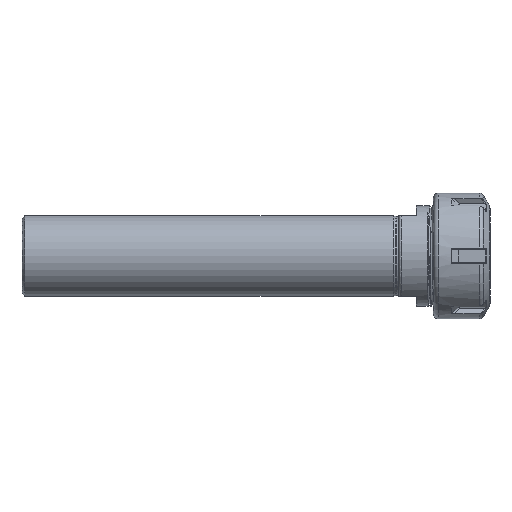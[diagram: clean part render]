
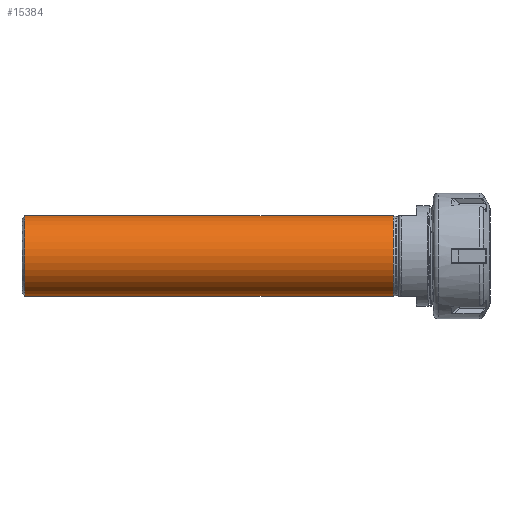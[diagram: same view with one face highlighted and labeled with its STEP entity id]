
A CAD part, front view. The second image highlights one B-rep face of the part: STEP entity #15384.
In plain terms, the highlighted cylindrical face has radius 16 mm (diameter 32 mm), a partial arc.
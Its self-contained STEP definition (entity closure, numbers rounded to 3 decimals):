
#1672 = EDGE_CURVE ( 'NONE', #10788, #10798, #21299, .T. ) ;
#3630 = EDGE_CURVE ( 'NONE', #10798, #10755, #22036, .T. ) ;
#3635 = EDGE_CURVE ( 'NONE', #10788, #10834, #22101, .T. ) ;
#3660 = EDGE_CURVE ( 'NONE', #10834, #10755, #22096, .T. ) ;
#4039 = DIRECTION ( 'NONE',  ( -1., 0., 0. ) ) ;
#4055 = CARTESIAN_POINT ( 'NONE',  ( 147.78, 0., 0. ) ) ;
#4072 = DIRECTION ( 'NONE',  ( 0., 0., 1. ) ) ;
#10270 = AXIS2_PLACEMENT_3D ( 'NONE', #12499, #12500, #12502 ) ;
#10550 = AXIS2_PLACEMENT_3D ( 'NONE', #18678, #18060, #18383 ) ;
#10755 = VERTEX_POINT ( 'NONE', #13667 ) ;
#10788 = VERTEX_POINT ( 'NONE', #13669 ) ;
#10798 = VERTEX_POINT ( 'NONE', #13688 ) ;
#10834 = VERTEX_POINT ( 'NONE', #13743 ) ;
#12320 = CARTESIAN_POINT ( 'NONE',  ( -45.243, 0., 16. ) ) ;
#12323 = DIRECTION ( 'NONE',  ( -1., 0., 0. ) ) ;
#12355 = DIRECTION ( 'NONE',  ( -1., 0., 0. ) ) ;
#12362 = CARTESIAN_POINT ( 'NONE',  ( -45.243, 0., -16. ) ) ;
#12499 = CARTESIAN_POINT ( 'NONE',  ( 1., 0., 0. ) ) ;
#12500 = DIRECTION ( 'NONE',  ( -1., 0., 0. ) ) ;
#12502 = DIRECTION ( 'NONE',  ( 0., 0., 1. ) ) ;
#13667 = CARTESIAN_POINT ( 'NONE',  ( 1., 0., 16. ) ) ;
#13669 = CARTESIAN_POINT ( 'NONE',  ( 147.78, 0., -16. ) ) ;
#13688 = CARTESIAN_POINT ( 'NONE',  ( 147.78, 0., 16. ) ) ;
#13743 = CARTESIAN_POINT ( 'NONE',  ( 1., 0., -16. ) ) ;
#14444 = ORIENTED_EDGE ( 'NONE', *, *, #1672, .T. ) ;
#14473 = ORIENTED_EDGE ( 'NONE', *, *, #3635, .F. ) ;
#14483 = ORIENTED_EDGE ( 'NONE', *, *, #3630, .T. ) ;
#14487 = ORIENTED_EDGE ( 'NONE', *, *, #3660, .F. ) ;
#15384 = ADVANCED_FACE ( 'NONE', ( #20242 ), #20111, .T. ) ;
#17073 = AXIS2_PLACEMENT_3D ( 'NONE', #4055, #4039, #4072 ) ;
#18060 = DIRECTION ( 'NONE',  ( -1., 0., 0. ) ) ;
#18383 = DIRECTION ( 'NONE',  ( 0., 0., 1. ) ) ;
#18678 = CARTESIAN_POINT ( 'NONE',  ( -45.243, 0., 0. ) ) ;
#20111 = CYLINDRICAL_SURFACE ( 'NONE', #10550, 16. ) ;
#20242 = FACE_OUTER_BOUND ( 'NONE', #20706, .T. ) ;
#20706 = EDGE_LOOP ( 'NONE', ( #14473, #14444, #14483, #14487 ) ) ;
#21299 = CIRCLE ( 'NONE', #17073, 16. ) ;
#22036 = LINE ( 'NONE', #12320, #22077 ) ;
#22077 = VECTOR ( 'NONE', #12323, 1000. ) ;
#22096 = CIRCLE ( 'NONE', #10270, 16. ) ;
#22101 = LINE ( 'NONE', #12362, #22132 ) ;
#22132 = VECTOR ( 'NONE', #12355, 1000. ) ;
